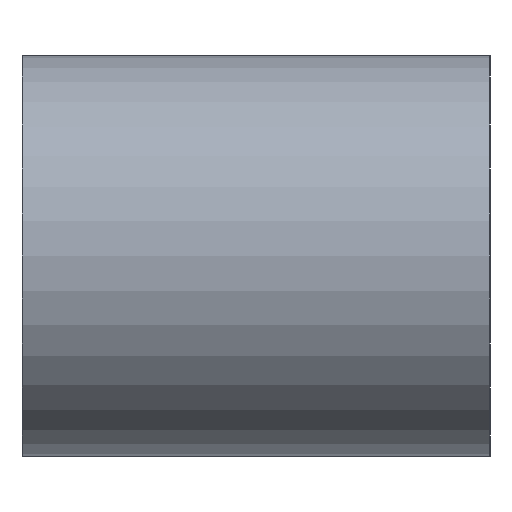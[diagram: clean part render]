
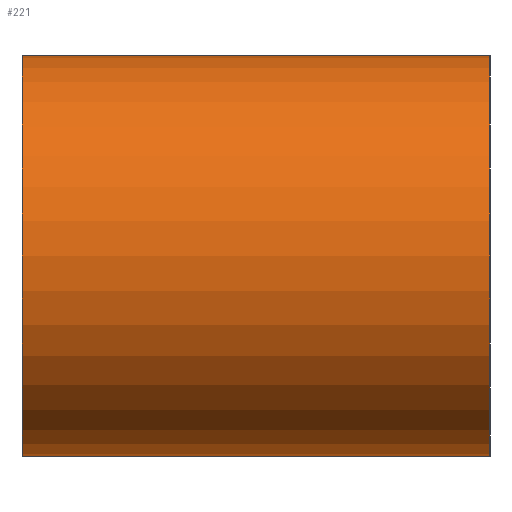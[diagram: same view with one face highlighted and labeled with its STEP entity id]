
A CAD part, left-side view. The second image highlights one B-rep face of the part: STEP entity #221.
In plain terms, the highlighted cylindrical face has radius 3 mm (diameter 6 mm), a full revolution.
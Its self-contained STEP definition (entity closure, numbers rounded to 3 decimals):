
#29=FACE_OUTER_BOUND('',#41,.T.);
#41=EDGE_LOOP('',(#155,#156,#157,#158,#159,#160,#161,#162));
#61=LINE('',#352,#75);
#62=LINE('',#356,#76);
#63=LINE('',#360,#77);
#75=VECTOR('',#281,3.);
#76=VECTOR('',#284,10.);
#77=VECTOR('',#287,10.);
#89=CIRCLE('',#248,3.);
#90=CIRCLE('',#249,3.);
#91=CIRCLE('',#250,3.);
#92=CIRCLE('',#251,3.);
#105=VERTEX_POINT('',#349);
#106=VERTEX_POINT('',#351);
#107=VERTEX_POINT('',#353);
#108=VERTEX_POINT('',#355);
#109=VERTEX_POINT('',#357);
#110=VERTEX_POINT('',#359);
#125=EDGE_CURVE('',#105,#105,#89,.T.);
#126=EDGE_CURVE('',#105,#106,#61,.T.);
#127=EDGE_CURVE('',#106,#107,#90,.T.);
#128=EDGE_CURVE('',#107,#108,#62,.T.);
#129=EDGE_CURVE('',#109,#108,#91,.T.);
#130=EDGE_CURVE('',#110,#109,#63,.T.);
#131=EDGE_CURVE('',#110,#106,#92,.T.);
#155=ORIENTED_EDGE('',*,*,#125,.F.);
#156=ORIENTED_EDGE('',*,*,#126,.T.);
#157=ORIENTED_EDGE('',*,*,#127,.T.);
#158=ORIENTED_EDGE('',*,*,#128,.T.);
#159=ORIENTED_EDGE('',*,*,#129,.F.);
#160=ORIENTED_EDGE('',*,*,#130,.F.);
#161=ORIENTED_EDGE('',*,*,#131,.T.);
#162=ORIENTED_EDGE('',*,*,#126,.F.);
#215=CYLINDRICAL_SURFACE('',#247,3.);
#221=ADVANCED_FACE('',(#29),#215,.T.);
#247=AXIS2_PLACEMENT_3D('',#348,#277,#278);
#248=AXIS2_PLACEMENT_3D('',#350,#279,#280);
#249=AXIS2_PLACEMENT_3D('',#354,#282,#283);
#250=AXIS2_PLACEMENT_3D('',#358,#285,#286);
#251=AXIS2_PLACEMENT_3D('',#361,#288,#289);
#277=DIRECTION('center_axis',(0.,1.,0.));
#278=DIRECTION('ref_axis',(1.,0.,0.));
#279=DIRECTION('center_axis',(0.,1.,0.));
#280=DIRECTION('ref_axis',(1.,0.,0.));
#281=DIRECTION('',(0.,-1.,0.));
#282=DIRECTION('center_axis',(0.,1.,0.));
#283=DIRECTION('ref_axis',(1.,0.,0.));
#284=DIRECTION('',(0.,1.,0.));
#285=DIRECTION('center_axis',(0.,-1.,0.));
#286=DIRECTION('ref_axis',(1.,0.,0.));
#287=DIRECTION('',(0.,1.,0.));
#288=DIRECTION('center_axis',(0.,1.,0.));
#289=DIRECTION('ref_axis',(1.,0.,0.));
#348=CARTESIAN_POINT('Origin',(3.5,0.,-3.));
#349=CARTESIAN_POINT('',(0.5,7.,-3.));
#350=CARTESIAN_POINT('Origin',(3.5,7.,-3.));
#351=CARTESIAN_POINT('',(0.5,0.,-3.));
#352=CARTESIAN_POINT('',(0.5,0.,-3.));
#353=CARTESIAN_POINT('',(3.5,0.,0.));
#354=CARTESIAN_POINT('Origin',(3.5,0.,-3.));
#355=CARTESIAN_POINT('',(3.5,3.,0.));
#356=CARTESIAN_POINT('',(3.5,0.,0.));
#357=CARTESIAN_POINT('',(3.5,3.,-6.));
#358=CARTESIAN_POINT('Origin',(3.5,3.,-3.));
#359=CARTESIAN_POINT('',(3.5,0.,-6.));
#360=CARTESIAN_POINT('',(3.5,0.,-6.));
#361=CARTESIAN_POINT('Origin',(3.5,0.,-3.));
